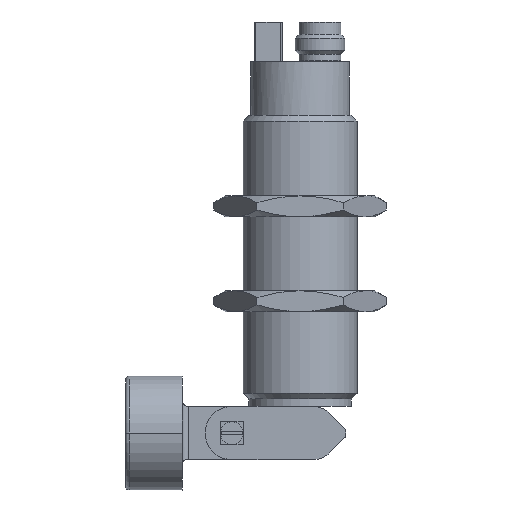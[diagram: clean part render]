
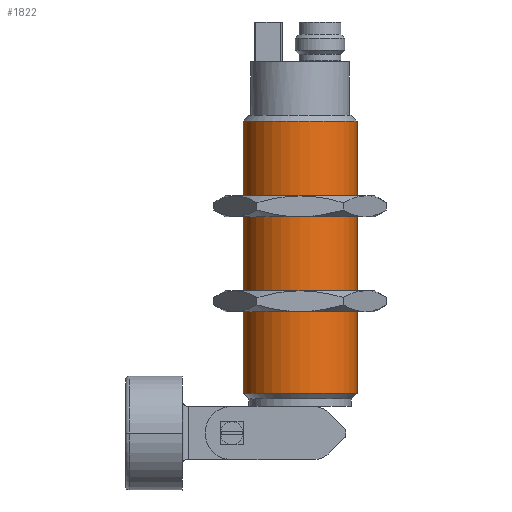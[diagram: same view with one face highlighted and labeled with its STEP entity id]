
A CAD part, front view. The second image highlights one B-rep face of the part: STEP entity #1822.
In plain terms, the highlighted cylindrical face has radius 15 mm (diameter 30 mm), a partial arc.
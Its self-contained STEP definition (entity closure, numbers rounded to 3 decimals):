
#46=DIRECTION('',(0.,0.,-1.));
#47=VECTOR('',#46,71.7);
#48=CARTESIAN_POINT('',(-15.,0.,73.2));
#49=LINE('',#48,#47);
#139=CARTESIAN_POINT('',(0.,0.,73.2));
#140=DIRECTION('',(0.,0.,-1.));
#141=DIRECTION('',(1.,0.,0.));
#142=AXIS2_PLACEMENT_3D('',#139,#140,#141);
#147=CARTESIAN_POINT('',(0.,0.,73.2));
#148=DIRECTION('',(0.,0.,-1.));
#149=DIRECTION('',(0.,-1.,0.));
#150=AXIS2_PLACEMENT_3D('',#147,#148,#149);
#162=DIRECTION('',(0.,0.,-1.));
#163=VECTOR('',#162,71.7);
#164=CARTESIAN_POINT('',(15.,0.,73.2));
#165=LINE('',#164,#163);
#185=CARTESIAN_POINT('',(0.,0.,1.5));
#186=DIRECTION('',(0.,0.,1.));
#187=DIRECTION('',(-1.,0.,0.));
#188=AXIS2_PLACEMENT_3D('',#185,#186,#187);
#193=CARTESIAN_POINT('',(0.,0.,1.5));
#194=DIRECTION('',(0.,0.,1.));
#195=DIRECTION('',(0.,-1.,0.));
#196=AXIS2_PLACEMENT_3D('',#193,#194,#195);
#1458=CARTESIAN_POINT('',(15.,0.,73.2));
#1460=VERTEX_POINT('',#1458);
#1461=CARTESIAN_POINT('',(-15.,0.,
73.2));
#1462=VERTEX_POINT('',#1461);
#1463=CARTESIAN_POINT('',(-15.,0.,
1.5));
#1464=VERTEX_POINT('',#1463);
#1467=CARTESIAN_POINT('',(15.,0.,1.5));
#1468=VERTEX_POINT('',#1467);
#1485=CARTESIAN_POINT('',(0.,-15.,73.2));
#1486=VERTEX_POINT('',#1485);
#1487=CARTESIAN_POINT('',(0.,-15.,
1.5));
#1488=VERTEX_POINT('',#1487);
#1807=CARTESIAN_POINT('',(0.,0.,0.));
#1808=DIRECTION('',(0.,0.,1.));
#1809=DIRECTION('',(1.,0.,0.));
#1810=AXIS2_PLACEMENT_3D('',#1807,#1808,#1809);
#1811=CYLINDRICAL_SURFACE('',#1810,15.);
#1812=ORIENTED_EDGE('',*,*,#1801,.F.);
#1813=ORIENTED_EDGE('',*,*,#1799,.F.);
#1814=ORIENTED_EDGE('',*,*,#1744,.T.);
#1816=ORIENTED_EDGE('',*,*,#1815,.F.);
#1818=ORIENTED_EDGE('',*,*,#1817,.F.);
#1819=ORIENTED_EDGE('',*,*,#1738,.F.);
#1820=EDGE_LOOP('',(#1812,#1813,#1814,#1816,#1818,#1819));
#1821=FACE_OUTER_BOUND('',#1820,.F.);
#1822=ADVANCED_FACE('',(#1821),#1811,.T.);
#143=CIRCLE('',#142,15.);
#151=CIRCLE('',#150,15.);
#189=CIRCLE('',#188,15.);
#197=CIRCLE('',#196,15.);
#1738=EDGE_CURVE('',#1462,#1464,#49,.T.);
#1744=EDGE_CURVE('',#1460,#1468,#165,.T.);
#1799=EDGE_CURVE('',#1460,#1486,#143,.T.);
#1801=EDGE_CURVE('',#1486,#1462,#151,.T.);
#1815=EDGE_CURVE('',#1488,#1468,#197,.T.);
#1817=EDGE_CURVE('',#1464,#1488,#189,.T.);
